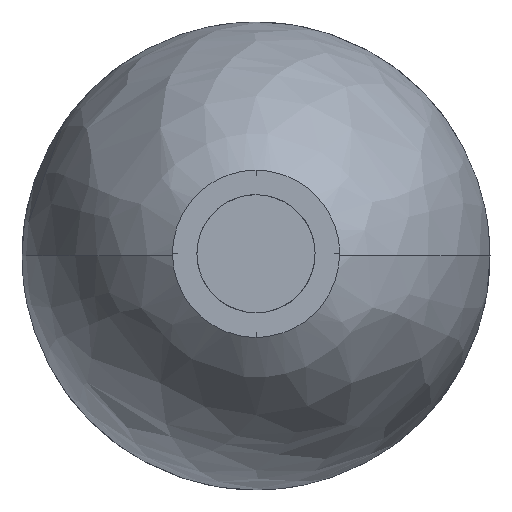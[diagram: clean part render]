
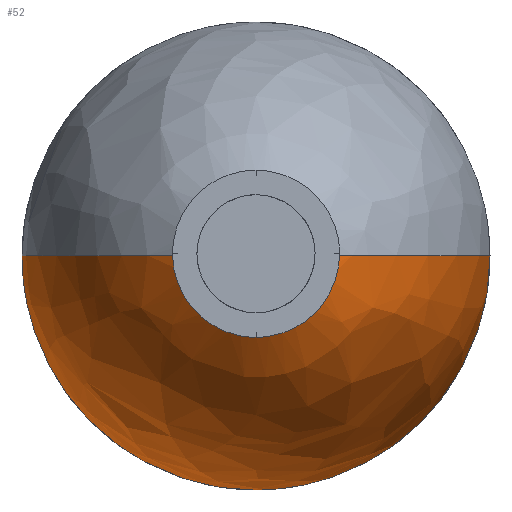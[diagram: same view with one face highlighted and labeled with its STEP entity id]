
A CAD part, top view. The second image highlights one B-rep face of the part: STEP entity #52.
In plain terms, the highlighted free-form (B-spline) face has degree [3, 3] with [4, 4] control points.
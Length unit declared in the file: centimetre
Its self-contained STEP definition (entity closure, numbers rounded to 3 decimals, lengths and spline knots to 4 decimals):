
#52=ADVANCED_FACE($,(#132),#924,.T.);
#132=FACE_OUTER_BOUND($,#214,.T.);
#214=EDGE_LOOP($,(#390,#391,#392,#393,#394,#395));
#390=ORIENTED_EDGE($,*,*,#676,.T.);
#391=ORIENTED_EDGE($,*,*,#671,.F.);
#392=ORIENTED_EDGE($,*,*,#674,.F.);
#393=ORIENTED_EDGE($,*,*,#677,.T.);
#394=ORIENTED_EDGE($,*,*,#694,.F.);
#395=ORIENTED_EDGE($,*,*,#683,.F.);
#671=EDGE_CURVE($,#821,#819,#1049,.T.);
#674=EDGE_CURVE($,#822,#821,#1052,.T.);
#676=EDGE_CURVE($,#823,#819,#1054,.T.);
#677=EDGE_CURVE($,#822,#824,#1055,.T.);
#683=EDGE_CURVE($,#823,#829,#1061,.T.);
#694=EDGE_CURVE($,#829,#824,#1072,.T.);
#819=VERTEX_POINT($,#2291);
#821=VERTEX_POINT($,#2293);
#822=VERTEX_POINT($,#2294);
#823=VERTEX_POINT($,#2295);
#824=VERTEX_POINT($,#2296);
#829=VERTEX_POINT($,#2301);
#924=(
BOUNDED_SURFACE()
B_SPLINE_SURFACE(3,3,((#2094,#2095,#2096,#2097),(#2098,#2099,#2100,#2101),
(#2102,#2103,#2104,#2105),(#2106,#2107,#2108,#2109)),.UNSPECIFIED.,.F.,.F.,
.F.)
B_SPLINE_SURFACE_WITH_KNOTS((4,4),(4,4),(0.,346.5655),(0.,403.946),
.UNSPECIFIED.)
GEOMETRIC_REPRESENTATION_ITEM()
RATIONAL_B_SPLINE_SURFACE(((1.,0.333,0.333,1.),(0.883,
0.294,0.294,0.883),(0.883,0.294,
0.294,0.883),(1.,0.333,0.333,
1.)))
REPRESENTATION_ITEM($)
SURFACE()
);
#1049=(
BOUNDED_CURVE()
B_SPLINE_CURVE(2,(#1729,#1730,#1731),.UNSPECIFIED.,.F.,.F.)
B_SPLINE_CURVE_WITH_KNOTS((3,3),(0.,114.6104),.UNSPECIFIED.)
CURVE()
GEOMETRIC_REPRESENTATION_ITEM()
RATIONAL_B_SPLINE_CURVE((1.,0.707,1.))
REPRESENTATION_ITEM($)
);
#1052=(
BOUNDED_CURVE()
B_SPLINE_CURVE(2,(#1738,#1739,#1740),.UNSPECIFIED.,.F.,.F.)
B_SPLINE_CURVE_WITH_KNOTS((3,3),(0.,114.6104),.UNSPECIFIED.)
CURVE()
GEOMETRIC_REPRESENTATION_ITEM()
RATIONAL_B_SPLINE_CURVE((1.,0.707,1.))
REPRESENTATION_ITEM($)
);
#1054=(
BOUNDED_CURVE()
B_SPLINE_CURVE(3,(#1744,#1745,#1746,#1747),.UNSPECIFIED.,.F.,.F.)
B_SPLINE_CURVE_WITH_KNOTS((4,4),(0.,346.5655),.UNSPECIFIED.)
CURVE()
GEOMETRIC_REPRESENTATION_ITEM()
RATIONAL_B_SPLINE_CURVE((1.,0.883,0.883,1.))
REPRESENTATION_ITEM($)
);
#1055=(
BOUNDED_CURVE()
B_SPLINE_CURVE(3,(#1748,#1749,#1750,#1751),.UNSPECIFIED.,.F.,.F.)
B_SPLINE_CURVE_WITH_KNOTS((4,4),(-346.5655,0.),.UNSPECIFIED.)
CURVE()
GEOMETRIC_REPRESENTATION_ITEM()
RATIONAL_B_SPLINE_CURVE((1.,0.883,0.883,1.))
REPRESENTATION_ITEM($)
);
#1061=(
BOUNDED_CURVE()
B_SPLINE_CURVE(2,(#1767,#1768,#1769),.UNSPECIFIED.,.F.,.F.)
B_SPLINE_CURVE_WITH_KNOTS((3,3),(0.,329.8328),.UNSPECIFIED.)
CURVE()
GEOMETRIC_REPRESENTATION_ITEM()
RATIONAL_B_SPLINE_CURVE((1.,0.707,1.))
REPRESENTATION_ITEM($)
);
#1072=(
BOUNDED_CURVE()
B_SPLINE_CURVE(2,(#1806,#1807,#1808),.UNSPECIFIED.,.F.,.F.)
B_SPLINE_CURVE_WITH_KNOTS((3,3),(0.,329.8328),.UNSPECIFIED.)
CURVE()
GEOMETRIC_REPRESENTATION_ITEM()
RATIONAL_B_SPLINE_CURVE((1.,0.707,1.))
REPRESENTATION_ITEM($)
);
#1729=CARTESIAN_POINT($,(0.,-72.9633,-838.7425));
#1730=CARTESIAN_POINT($,(72.9633,-72.9633,-838.7425));
#1731=CARTESIAN_POINT($,(72.9633,0.,-838.7425));
#1738=CARTESIAN_POINT($,(-72.9633,0.,-838.7425));
#1739=CARTESIAN_POINT($,(-72.9633,-72.9633,-838.7425));
#1740=CARTESIAN_POINT($,(0.,-72.9633,-838.7425));
#1744=CARTESIAN_POINT($,(209.9781,0.,-1160.9565));
#1745=CARTESIAN_POINT($,(208.6833,0.,-1012.0744));
#1746=CARTESIAN_POINT($,(156.9762,0.,-890.4761));
#1747=CARTESIAN_POINT($,(72.9633,0.,-838.7425));
#1748=CARTESIAN_POINT($,(-72.9633,0.,-838.7425));
#1749=CARTESIAN_POINT($,(-156.9762,0.,-890.4761));
#1750=CARTESIAN_POINT($,(-208.6833,0.,-1012.0744));
#1751=CARTESIAN_POINT($,(-209.9781,0.,-1160.9565));
#1767=CARTESIAN_POINT($,(209.9781,0.,-1160.9565));
#1768=CARTESIAN_POINT($,(209.9781,-209.9781,-1160.9565));
#1769=CARTESIAN_POINT($,(0.,-209.9781,-1160.9565));
#1806=CARTESIAN_POINT($,(0.,-209.9781,-1160.9565));
#1807=CARTESIAN_POINT($,(-209.9781,-209.9781,-1160.9565));
#1808=CARTESIAN_POINT($,(-209.9781,0.,-1160.9565));
#2094=CARTESIAN_POINT($,(209.9781,0.,-1160.9565));
#2095=CARTESIAN_POINT($,(209.9781,-419.9561,-1160.9565));
#2096=CARTESIAN_POINT($,(-209.9781,-419.9561,-1160.9565));
#2097=CARTESIAN_POINT($,(-209.9781,0.,-1160.9565));
#2098=CARTESIAN_POINT($,(208.6833,0.,-1012.0744));
#2099=CARTESIAN_POINT($,(208.6833,-417.3666,-1012.0744));
#2100=CARTESIAN_POINT($,(-208.6833,-417.3666,-1012.0744));
#2101=CARTESIAN_POINT($,(-208.6833,0.,-1012.0744));
#2102=CARTESIAN_POINT($,(156.9762,0.,-890.4761));
#2103=CARTESIAN_POINT($,(156.9762,-313.9524,-890.4761));
#2104=CARTESIAN_POINT($,(-156.9762,-313.9524,-890.4761));
#2105=CARTESIAN_POINT($,(-156.9762,0.,-890.4761));
#2106=CARTESIAN_POINT($,(72.9633,0.,-838.7425));
#2107=CARTESIAN_POINT($,(72.9633,-145.9265,-838.7425));
#2108=CARTESIAN_POINT($,(-72.9633,-145.9265,-838.7425));
#2109=CARTESIAN_POINT($,(-72.9633,0.,-838.7425));
#2291=CARTESIAN_POINT($,(72.9633,0.,-838.7425));
#2293=CARTESIAN_POINT($,(0.,-72.9633,-838.7425));
#2294=CARTESIAN_POINT($,(-72.9633,0.,-838.7425));
#2295=CARTESIAN_POINT($,(209.9781,0.,-1160.9565));
#2296=CARTESIAN_POINT($,(-209.9781,0.,-1160.9565));
#2301=CARTESIAN_POINT($,(0.,-209.9781,-1160.9565));
